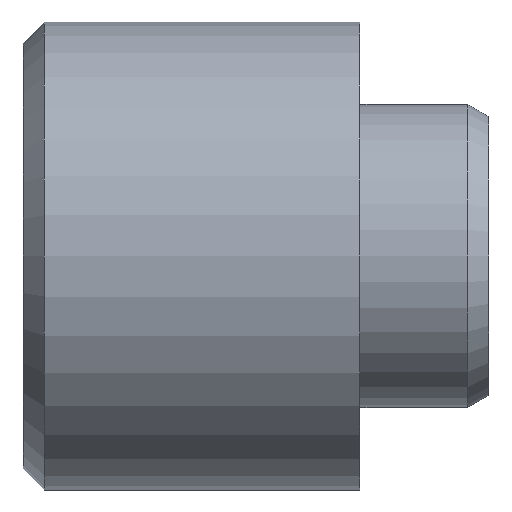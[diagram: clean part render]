
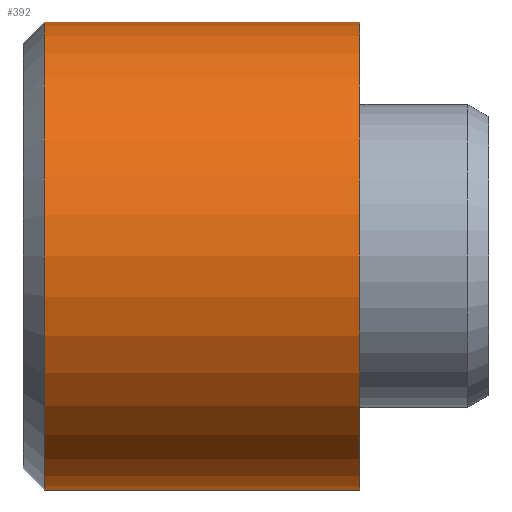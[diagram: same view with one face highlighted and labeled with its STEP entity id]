
A CAD part, left-side view. The second image highlights one B-rep face of the part: STEP entity #392.
In plain terms, the highlighted cylindrical face has radius 2.78 mm (diameter 5.56 mm), a partial arc.
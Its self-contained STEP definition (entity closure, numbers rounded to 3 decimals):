
#12 = ORIENTED_EDGE ( 'NONE', *, *, #396, .T. ) ;
#20 = FACE_OUTER_BOUND ( 'NONE', #162, .T. ) ;
#28 = DIRECTION ( 'NONE',  ( 0., 0., 1. ) ) ;
#31 = LINE ( 'NONE', #473, #178 ) ;
#43 = CARTESIAN_POINT ( 'NONE',  ( 0., 0., 2.78 ) ) ;
#44 = CARTESIAN_POINT ( 'NONE',  ( 0., 0., 0. ) ) ;
#70 = AXIS2_PLACEMENT_3D ( 'NONE', #144, #263, #28 ) ;
#82 = DIRECTION ( 'NONE',  ( 0., 0., 1. ) ) ;
#109 = EDGE_CURVE ( 'NONE', #286, #528, #274, .T. ) ;
#127 = EDGE_CURVE ( 'NONE', #286, #145, #336, .T. ) ;
#133 = CARTESIAN_POINT ( 'NONE',  ( 0., 36.602, -2.78 ) ) ;
#139 = DIRECTION ( 'NONE',  ( 0., 1., 0. ) ) ;
#144 = CARTESIAN_POINT ( 'NONE',  ( 0., 36.602, 0. ) ) ;
#145 = VERTEX_POINT ( 'NONE', #224 ) ;
#162 = EDGE_LOOP ( 'NONE', ( #227, #360, #292, #12 ) ) ;
#178 = VECTOR ( 'NONE', #139, 1000. ) ;
#180 = CARTESIAN_POINT ( 'NONE',  ( 0., 3.75, 0. ) ) ;
#187 = AXIS2_PLACEMENT_3D ( 'NONE', #180, #189, #393 ) ;
#189 = DIRECTION ( 'NONE',  ( 0., -1., 0. ) ) ;
#224 = CARTESIAN_POINT ( 'NONE',  ( 0., 3.75, -2.78 ) ) ;
#227 = ORIENTED_EDGE ( 'NONE', *, *, #127, .F. ) ;
#263 = DIRECTION ( 'NONE',  ( 0., 1., 0. ) ) ;
#274 = CIRCLE ( 'NONE', #492, 2.78 ) ;
#278 = VERTEX_POINT ( 'NONE', #304 ) ;
#286 = VERTEX_POINT ( 'NONE', #363 ) ;
#288 = VECTOR ( 'NONE', #352, 1000. ) ;
#292 = ORIENTED_EDGE ( 'NONE', *, *, #455, .T. ) ;
#304 = CARTESIAN_POINT ( 'NONE',  ( 0., 3.75, 2.78 ) ) ;
#336 = LINE ( 'NONE', #133, #288 ) ;
#352 = DIRECTION ( 'NONE',  ( 0., 1., 0. ) ) ;
#360 = ORIENTED_EDGE ( 'NONE', *, *, #109, .T. ) ;
#361 = CIRCLE ( 'NONE', #187, 2.78 ) ;
#363 = CARTESIAN_POINT ( 'NONE',  ( 0., 0., -2.78 ) ) ;
#377 = DIRECTION ( 'NONE',  ( 0., 1., 0. ) ) ;
#392 = ADVANCED_FACE ( 'NONE', ( #20 ), #504, .T. ) ;
#393 = DIRECTION ( 'NONE',  ( 0., 0., -1. ) ) ;
#396 = EDGE_CURVE ( 'NONE', #278, #145, #361, .T. ) ;
#455 = EDGE_CURVE ( 'NONE', #528, #278, #31, .T. ) ;
#473 = CARTESIAN_POINT ( 'NONE',  ( 0., 36.602, 2.78 ) ) ;
#492 = AXIS2_PLACEMENT_3D ( 'NONE', #44, #377, #82 ) ;
#504 = CYLINDRICAL_SURFACE ( 'NONE', #70, 2.78 ) ;
#528 = VERTEX_POINT ( 'NONE', #43 ) ;
